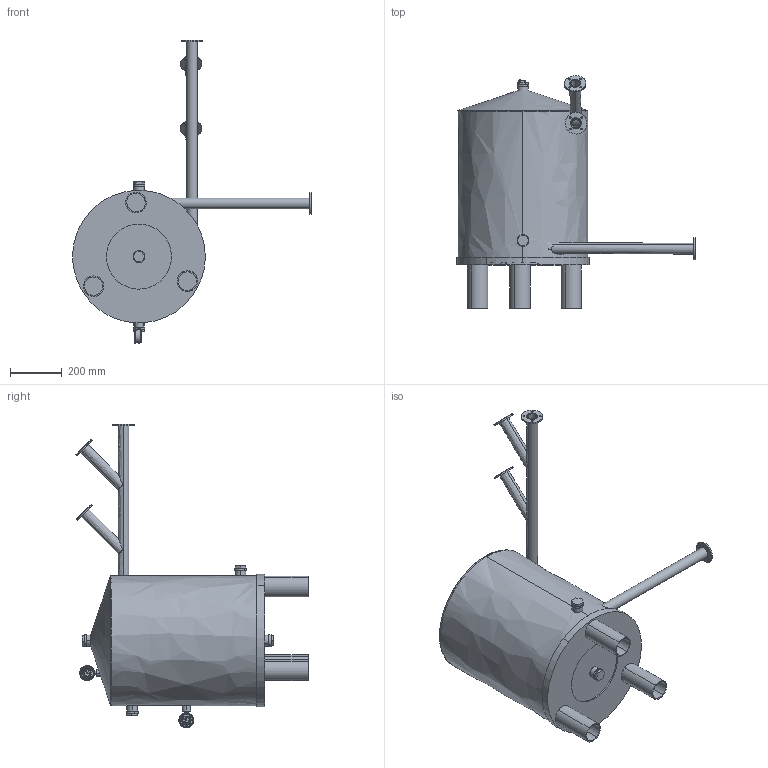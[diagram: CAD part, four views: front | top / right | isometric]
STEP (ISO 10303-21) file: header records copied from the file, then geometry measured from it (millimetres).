
FILE_DESCRIPTION(('FreeCAD Model'),'2;1');
FILE_NAME('Open CASCADE Shape Model','2025-05-09T16:01:41',('FreeCAD'),( 'FreeCAD'),'Open CASCADE STEP processor 7.6','FreeCAD','Unknown');
FILE_SCHEMA(('AUTOMOTIVE_DESIGN { 1 0 10303 214 1 1 1 1 }'));
Products named in the file (1): Open CASCADE STEP translator 7.6 1
Bounding box: 926.31 x 901.83 x 1177.86 mm (x, y, z)
Volume: 13166140.2 mm3; surface area: 5689731.6 mm2
Topology: 28 solids, 28 shells, 2319 faces, 6018 edges, 3929 vertices
Faces by surface type: bspline 2319
Entity records: 368003 total; most frequent: CARTESIAN_POINT 331867, ORIENTED_EDGE 12032, EDGE_CURVE 6016, B_SPLINE_CURVE_WITH_KNOTS 4846, VERTEX_POINT 3929, FACE_BOUND 2587, EDGE_LOOP 2587, ADVANCED_FACE 2319
